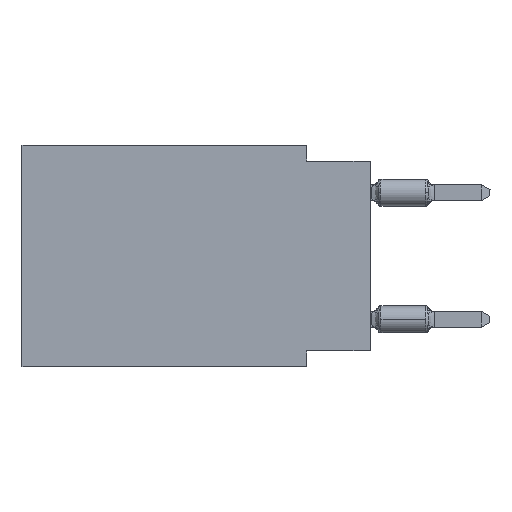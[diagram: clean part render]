
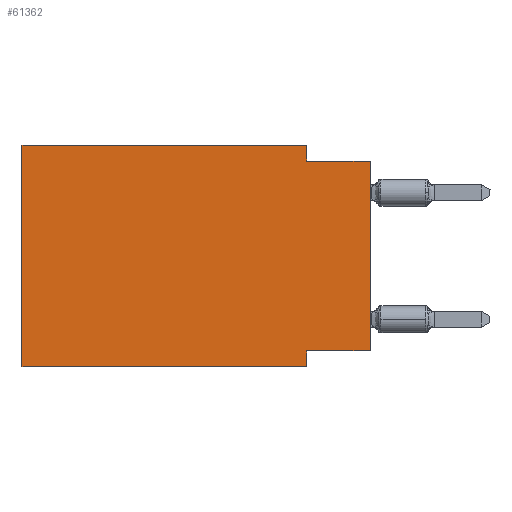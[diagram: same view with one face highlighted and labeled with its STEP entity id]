
A CAD part, left-side view. The second image highlights one B-rep face of the part: STEP entity #61362.
In plain terms, the highlighted planar face has unit normal (-1, 0, 0).
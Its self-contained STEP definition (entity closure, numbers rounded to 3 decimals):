
#539 = CARTESIAN_POINT ( 'NONE',  ( 0., 0., -8.255 ) ) ;
#795 = ORIENTED_EDGE ( 'NONE', *, *, #56615, .T. ) ;
#3266 = VECTOR ( 'NONE', #48580, 1000. ) ;
#3939 = CARTESIAN_POINT ( 'NONE',  ( 0., 2.54, -8.255 ) ) ;
#4062 = ORIENTED_EDGE ( 'NONE', *, *, #4333, .F. ) ;
#4333 = EDGE_CURVE ( 'NONE', #62868, #8065, #63956, .T. ) ;
#5554 = ORIENTED_EDGE ( 'NONE', *, *, #7830, .F. ) ;
#7830 = EDGE_CURVE ( 'NONE', #20895, #62868, #41534, .T. ) ;
#7937 = VERTEX_POINT ( 'NONE', #3939 ) ;
#8065 = VERTEX_POINT ( 'NONE', #8750 ) ;
#8473 = LINE ( 'NONE', #30390, #60254 ) ;
#8750 = CARTESIAN_POINT ( 'NONE',  ( 0., 2.54, -0.635 ) ) ;
#8784 = VERTEX_POINT ( 'NONE', #38919 ) ;
#9434 = EDGE_CURVE ( 'NONE', #8065, #20561, #48430, .T. ) ;
#11546 = VERTEX_POINT ( 'NONE', #539 ) ;
#11989 = VERTEX_POINT ( 'NONE', #67496 ) ;
#12221 = CARTESIAN_POINT ( 'NONE',  ( 0., 13.97, -8.89 ) ) ;
#13452 = LINE ( 'NONE', #46170, #17394 ) ;
#14273 = DIRECTION ( 'NONE',  ( 0., 0., -1. ) ) ;
#14662 = AXIS2_PLACEMENT_3D ( 'NONE', #51888, #58148, #14273 ) ;
#14734 = VECTOR ( 'NONE', #44044, 1000. ) ;
#14769 = ORIENTED_EDGE ( 'NONE', *, *, #29038, .F. ) ;
#17394 = VECTOR ( 'NONE', #35355, 1000. ) ;
#19265 = DIRECTION ( 'NONE',  ( 0., 1., 0. ) ) ;
#20561 = VERTEX_POINT ( 'NONE', #47659 ) ;
#20895 = VERTEX_POINT ( 'NONE', #67479 ) ;
#22796 = CARTESIAN_POINT ( 'NONE',  ( 0., 13.97, 0. ) ) ;
#23976 = CARTESIAN_POINT ( 'NONE',  ( 0., 2.54, 0. ) ) ;
#24670 = LINE ( 'NONE', #50116, #41571 ) ;
#28223 = DIRECTION ( 'NONE',  ( 0., -1., 0. ) ) ;
#29038 = EDGE_CURVE ( 'NONE', #11989, #20895, #34257, .T. ) ;
#30390 = CARTESIAN_POINT ( 'NONE',  ( 0., 0., -8.255 ) ) ;
#33460 = DIRECTION ( 'NONE',  ( 0., -1., 0. ) ) ;
#34257 = LINE ( 'NONE', #22796, #14734 ) ;
#34797 = VECTOR ( 'NONE', #28223, 1000. ) ;
#35355 = DIRECTION ( 'NONE',  ( 0., 0., -1. ) ) ;
#35973 = DIRECTION ( 'NONE',  ( 0., -1., 0. ) ) ;
#36659 = EDGE_LOOP ( 'NONE', ( #795, #59021, #4062, #5554, #14769, #54829, #45566, #60713 ) ) ;
#38919 = CARTESIAN_POINT ( 'NONE',  ( 0., 2.54, -8.89 ) ) ;
#40165 = VECTOR ( 'NONE', #33460, 1000. ) ;
#40170 = VECTOR ( 'NONE', #35973, 1000. ) ;
#40449 = EDGE_CURVE ( 'NONE', #7937, #8784, #13452, .T. ) ;
#41534 = LINE ( 'NONE', #62462, #40170 ) ;
#41571 = VECTOR ( 'NONE', #44899, 1000. ) ;
#44044 = DIRECTION ( 'NONE',  ( 0., 0., 1. ) ) ;
#44899 = DIRECTION ( 'NONE',  ( 0., 0., 1. ) ) ;
#45566 = ORIENTED_EDGE ( 'NONE', *, *, #40449, .F. ) ;
#46170 = CARTESIAN_POINT ( 'NONE',  ( 0., 2.54, -8.89 ) ) ;
#47031 = EDGE_CURVE ( 'NONE', #11989, #8784, #59933, .T. ) ;
#47659 = CARTESIAN_POINT ( 'NONE',  ( 0., 0., -0.635 ) ) ;
#48430 = LINE ( 'NONE', #65869, #34797 ) ;
#48580 = DIRECTION ( 'NONE',  ( 0., 0., -1. ) ) ;
#50116 = CARTESIAN_POINT ( 'NONE',  ( 0., 0., 0. ) ) ;
#51888 = CARTESIAN_POINT ( 'NONE',  ( 0., 13.97, 0. ) ) ;
#54829 = ORIENTED_EDGE ( 'NONE', *, *, #47031, .T. ) ;
#56615 = EDGE_CURVE ( 'NONE', #11546, #20561, #24670, .T. ) ;
#57126 = PLANE ( 'NONE',  #14662 ) ;
#58148 = DIRECTION ( 'NONE',  ( 1., 0., 0. ) ) ;
#59021 = ORIENTED_EDGE ( 'NONE', *, *, #9434, .F. ) ;
#59146 = EDGE_CURVE ( 'NONE', #11546, #7937, #8473, .T. ) ;
#59933 = LINE ( 'NONE', #12221, #40165 ) ;
#60254 = VECTOR ( 'NONE', #19265, 1000. ) ;
#60713 = ORIENTED_EDGE ( 'NONE', *, *, #59146, .F. ) ;
#61362 = ADVANCED_FACE ( 'NONE', ( #62351 ), #57126, .F. ) ;
#62351 = FACE_OUTER_BOUND ( 'NONE', #36659, .T. ) ;
#62462 = CARTESIAN_POINT ( 'NONE',  ( 0., 13.97, 0. ) ) ;
#62868 = VERTEX_POINT ( 'NONE', #23976 ) ;
#63956 = LINE ( 'NONE', #64278, #3266 ) ;
#64278 = CARTESIAN_POINT ( 'NONE',  ( 0., 2.54, 0. ) ) ;
#65869 = CARTESIAN_POINT ( 'NONE',  ( 0., 0., -0.635 ) ) ;
#67479 = CARTESIAN_POINT ( 'NONE',  ( 0., 13.97, 0. ) ) ;
#67496 = CARTESIAN_POINT ( 'NONE',  ( 0., 13.97, -8.89 ) ) ;
